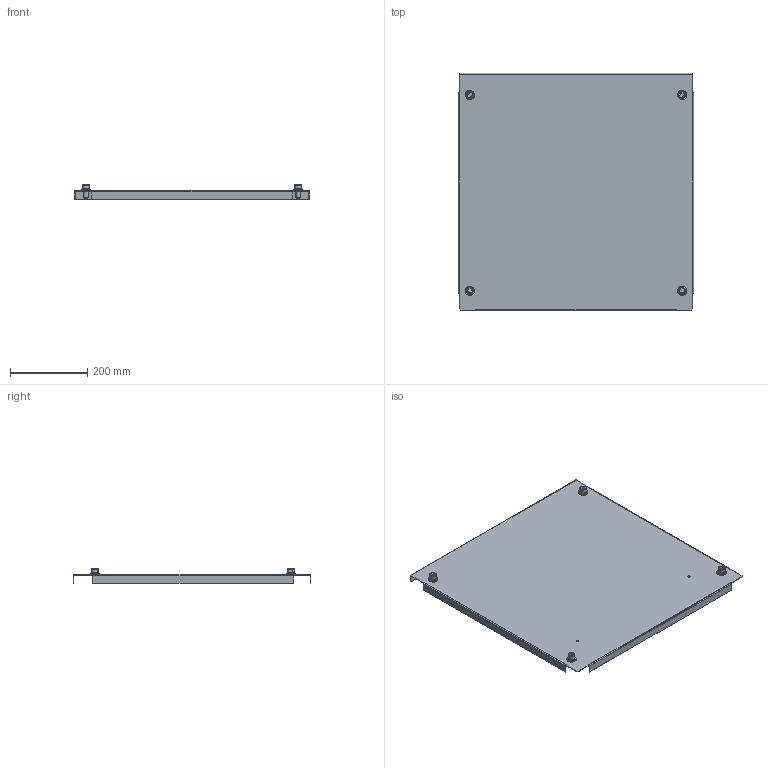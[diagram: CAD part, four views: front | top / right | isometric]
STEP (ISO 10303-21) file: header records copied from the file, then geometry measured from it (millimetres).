
FILE_DESCRIPTION (( 'STEP AP214' ), '1' );
FILE_NAME ('PT6D600 Ïàíåëü âåðõíÿÿ_èçâ0088.03_02.20.step', '2020-11-05T18:45:57', ( '' ), ( '' ), 'SwSTEP 2.0', 'SolidWorks 2019', '' );
FILE_SCHEMA (( 'AUTOMOTIVE_DESIGN' ));
Length unit declared in the file: millimetre
Products named in the file (22): ﾘ琺矜 01.019 ﾃﾎﾑﾒ11371-78; ﾘ琺矜 65ﾃ 019 ﾃﾎﾑﾒ 6402-70; Øïèëüêà Ì6õ12; Âèíò ñ âí. øåñòèãðàííèêîì M12 ÃÎÑÒ 11738-84; Âèíò ñ âí. øåñòèãðàííèêîì M12 ÃÎÑÒ 11738-84_Œ12å25; AVT004.12.00.00 Ïàíåëü âåðõíÿÿ_èçâ0088.03_02.20_00; AVT004.12.00.01 Ïàíåëü âåðõíÿÿ_èçâ0088.03_02.20_00; PT6D600 Ïàíåëü âåðõíÿÿ_èçâ0088.03_02.20; ﾘ琺矜 01.019 ﾃﾎﾑﾒ11371-78_12; Øïèëüêà Ì6õ12_00; ﾘ琺矜 65ﾃ 019 ﾃﾎﾑﾒ 6402-70_12; AVT004.12.00.01 Ïàíåëü âåðõíÿÿ_èçâ0088.03_02.20
Assembly tree (16 placements, depth 3):
  ﾘ琺矜 01.019 ﾃﾎﾑﾒ11371-78
  ﾘ琺矜 65ﾃ 019 ﾃﾎﾑﾒ 6402-70
  Øïèëüêà Ì6õ12
  Âèíò ñ âí. øåñòèãðàííèêîì M12 ÃÎÑÒ 11738-84
  ﾘ琺矜 65ﾃ 019 ﾃﾎﾑﾒ 6402-70
Bounding box: 609 x 615 x 37.5 mm (x, y, z)
Volume: 648130 mm3; surface area: 851232.6 mm2
Topology: 15 solids, 15 shells, 244 faces, 530 edges, 330 vertices
Faces by surface type: plane 120, cylinder 104, cone 12, torus 8
Entity records: 3815 total; most frequent: DIRECTION 626, CARTESIAN_POINT 603, ORIENTED_EDGE 536, EDGE_CURVE 268, AXIS2_PLACEMENT_3D 229, LINE 168, VECTOR 168, VERTEX_POINT 166
